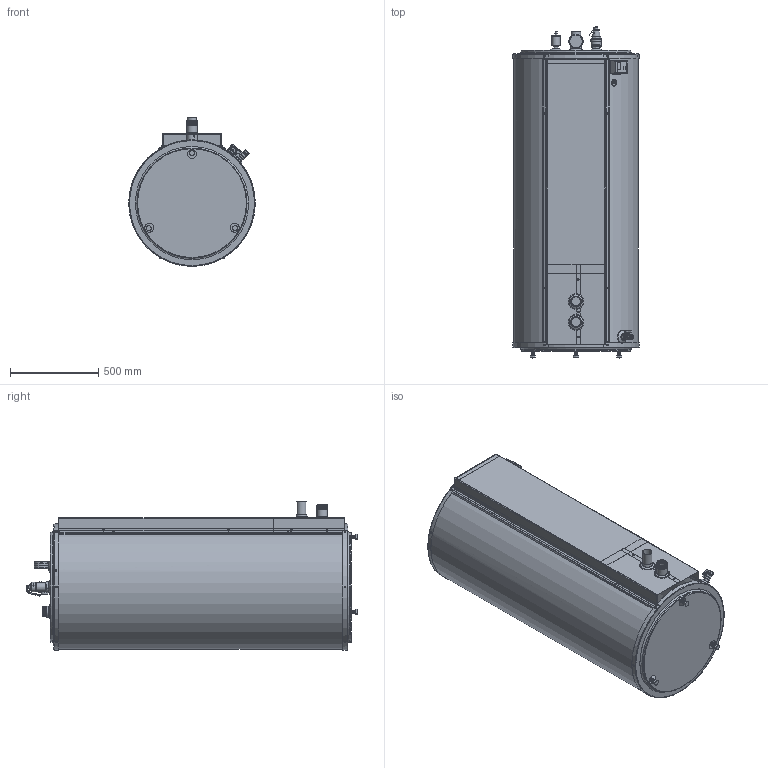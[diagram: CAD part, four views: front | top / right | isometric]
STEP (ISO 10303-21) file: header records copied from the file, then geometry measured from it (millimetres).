
FILE_DESCRIPTION (( 'STEP AP214' ), '1' );
FILE_NAME ('Turbomax 109.STEP', '2019-09-26T20:18:12', ( '' ), ( '' ), 'SwSTEP 2.0', 'SolidWorks 2019', '' );
FILE_SCHEMA (( 'AUTOMOTIVE_DESIGN' ));
Length unit declared in the file: inch
Products named in the file (1): Turbomax 109
Bounding box: 722.43 x 1885.16 x 845.18 mm (x, y, z)
Volume: 5490491 mm3; surface area: 11159088.4 mm2
Topology: 74 solids, 77 shells, 3076 faces, 6981 edges, 4098 vertices
Faces by surface type: plane 1121, cone 865, cylinder 783, bspline 179, torus 97, sphere 31
Full cylindrical faces by diameter (mm): 2.381 x2, 3.566 x297, 3.969 x1, 4.039 x2, 4.762 x6, 4.763 x5, 4.826 x27, 5.08 x12, 5.105 x12, 5.588 x2, 6.35 x1, 6.858 x1, 7.62 x2, 7.937 x1, 9.474 x27, 9.525 x2, 11.113 x1, 12.065 x1, 12.7 x2, 13.97 x1, 14.097 x1, 14.288 x1, 15.037 x1, 19.05 x74, 20.93 x1, 21.59 x2, 22.225 x1, 23.012 x4, 25.4 x4, 26.67 x1
Entity records: 145638 total; most frequent: CARTESIAN_POINT 42589, DIRECTION 12887, ORIENTED_EDGE 10984, EDGE_CURVE 5492, AXIS2_PLACEMENT_3D 5110, EDGE_LOOP 4686, VERTEX_POINT 4030, FACE_OUTER_BOUND 3671
